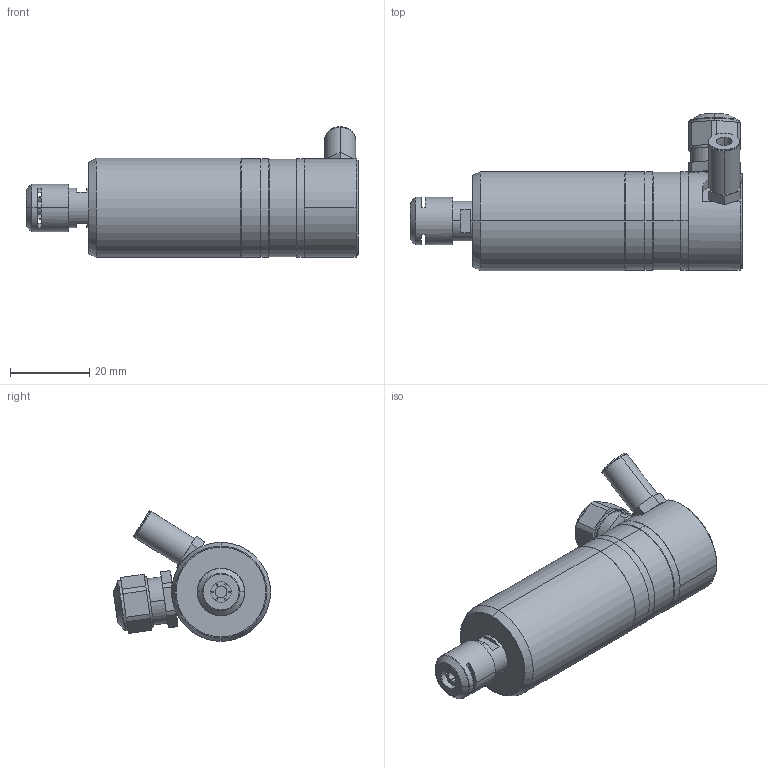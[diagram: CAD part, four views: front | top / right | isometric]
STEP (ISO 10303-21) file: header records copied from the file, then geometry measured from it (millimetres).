
FILE_DESCRIPTION (( 'STEP AP203' ), '1' );
FILE_NAME ('025S060S-00A.STEP', '2012-04-24T12:28:20', ( 'FM10CAD1' ), ( 'IBAG Switzerland AG' ), 'SwSTEP 2.0', 'SolidWorks 2010', '' );
FILE_SCHEMA (( 'CONFIG_CONTROL_DESIGN' ));
Length unit declared in the file: millimetre
Products named in the file (1): 025S060S-00A
Bounding box: 83.78 x 39.65 x 33.04 mm (x, y, z)
Surface area: 10664.8 mm2 (no closed solid volume)
Topology: 0 solids, 18 shells, 211 faces, 661 edges, 457 vertices
Faces by surface type: plane 96, cylinder 68, cone 31, torus 16
Entity records: 7585 total; most frequent: CARTESIAN_POINT 1533, DIRECTION 1353, ORIENTED_EDGE 1076, EDGE_CURVE 657, AXIS2_PLACEMENT_3D 525, VERTEX_POINT 457, CIRCLE 313, VECTOR 303
